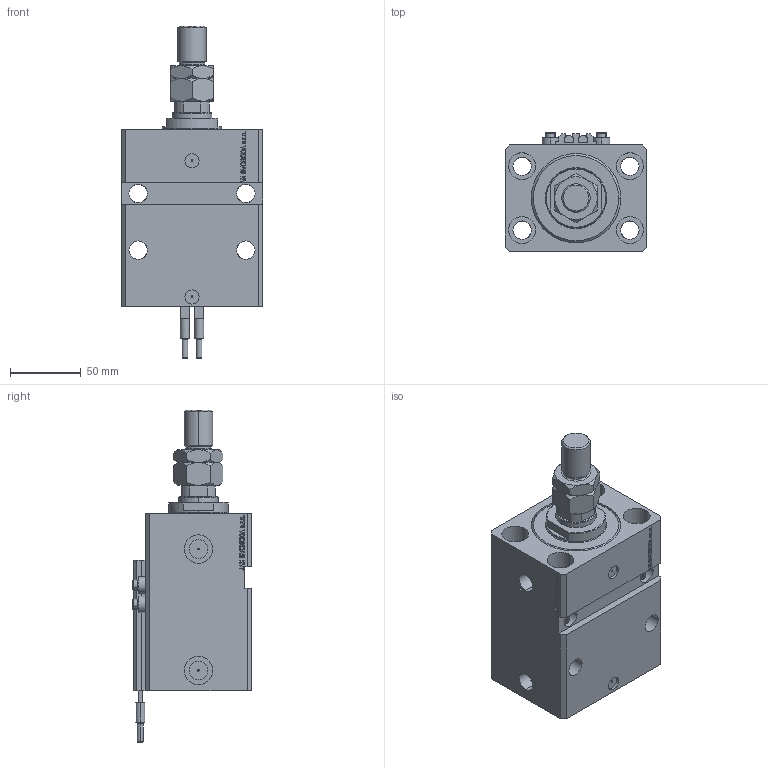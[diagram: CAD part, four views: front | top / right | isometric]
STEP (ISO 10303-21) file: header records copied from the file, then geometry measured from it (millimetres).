
FILE_DESCRIPTION (( 'STEP AP203' ), '1' );
FILE_NAME ('e3a8.STEP', '2024-02-23T08:47:39', ( '' ), ( '' ), 'SwSTEP 2.0', 'SolidWorks 2019', '' );
FILE_SCHEMA (( 'CONFIG_CONTROL_DESIGN' ));
Length unit declared in the file: millimetre
Products named in the file (7): ALLEN BOLT V250CE 67481ae6b7a4cd26cee51a2ee13c39a1; V250CE_C_VCP 67481ae6b7a4cd26cee51a2ee13c39a1; MTA 67481ae6b7a4cd26cee51a2ee13c39a1; e3a8; V250CE_VC_E 67481ae6b7a4cd26cee51a2ee13c39a1; SWITCH_V250CE 67481ae6b7a4cd26cee51a2ee13c39a1; V250CE_E_Body 67481ae6b7a4cd26cee51a2ee13c39a1
Assembly tree (10 placements, depth 2):
  e3a8
    V250CE_E_Body 67481ae6b7a4cd26cee51a2ee13c39a1
    ALLEN BOLT V250CE 67481ae6b7a4cd26cee51a2ee13c39a1  x4
    V250CE_C_VCP 67481ae6b7a4cd26cee51a2ee13c39a1
    V250CE_VC_E 67481ae6b7a4cd26cee51a2ee13c39a1
    MTA 67481ae6b7a4cd26cee51a2ee13c39a1
    SWITCH_V250CE 67481ae6b7a4cd26cee51a2ee13c39a1  x2
Bounding box: 100 x 84 x 234 mm (x, y, z)
Volume: 796668 mm3; surface area: 160133.4 mm2
Topology: 11 solids, 11 shells, 1225 faces, 3026 edges, 1933 vertices
Faces by surface type: plane 586, bspline 357, cylinder 174, cone 88, torus 20
Entity records: 51124 total; most frequent: CARTESIAN_POINT 25831, ORIENTED_EDGE 5634, DIRECTION 3855, EDGE_CURVE 2817, VERTEX_POINT 1819, LINE 1673, VECTOR 1673, EDGE_LOOP 1268
